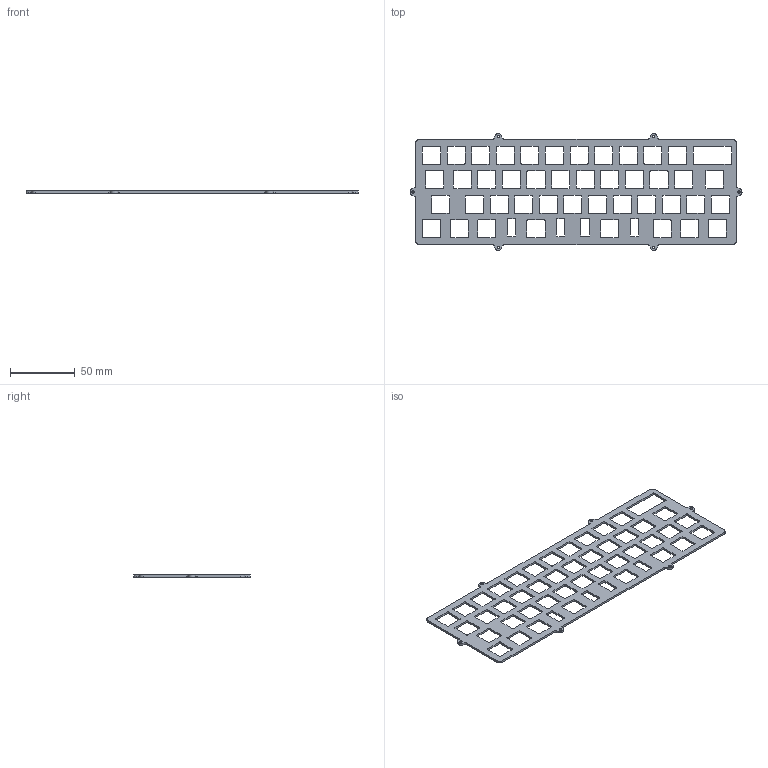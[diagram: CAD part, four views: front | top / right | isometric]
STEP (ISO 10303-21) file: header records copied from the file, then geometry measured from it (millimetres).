
FILE_DESCRIPTION(('KiCad electronic assembly'),'2;1');
FILE_NAME('p3d-topmount.step','2021-03-18T00:25:41',('An Author'),( 'A Company'),'Open CASCADE STEP processor 6.9', 'KiCad to STEP converter','Unknown');
FILE_SCHEMA(('AUTOMOTIVE_DESIGN { 1 0 10303 214 1 1 1 1 }'));
Length unit declared in the file: millimetre
Products named in the file (2): Open CASCADE STEP translator 6.9 1; COMPOUND
Assembly tree (1 placements, depth 2):
  Open CASCADE STEP translator 6.9 1
    COMPOUND
Bounding box: 257.12 x 90.43 x 1.6 mm (x, y, z)
Volume: 17973.9 mm3; surface area: 27814.1 mm2
Topology: 1 solids, 1 shells, 436 faces, 1302 edges, 868 vertices
Faces by surface type: cylinder 220, plane 216
Full cylindrical faces by diameter (mm): 2 x6
Entity records: 31975 total; most frequent: DIRECTION 5222, CARTESIAN_POINT 5212, LINE 3026, VECTOR 3026, ORIENTED_EDGE 2604, PCURVE 2604, DEFINITIONAL_REPRESENTATION 2604, EDGE_CURVE 1302
